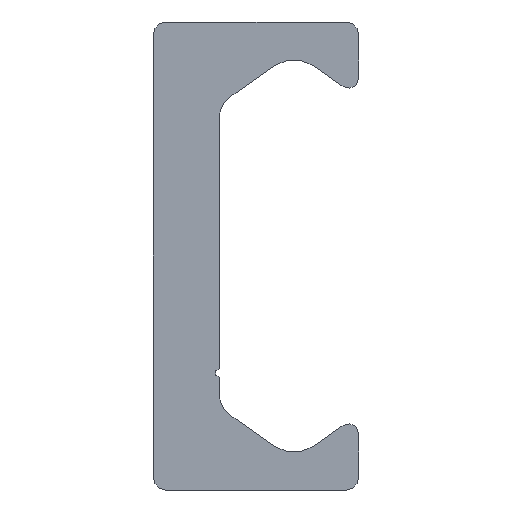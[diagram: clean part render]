
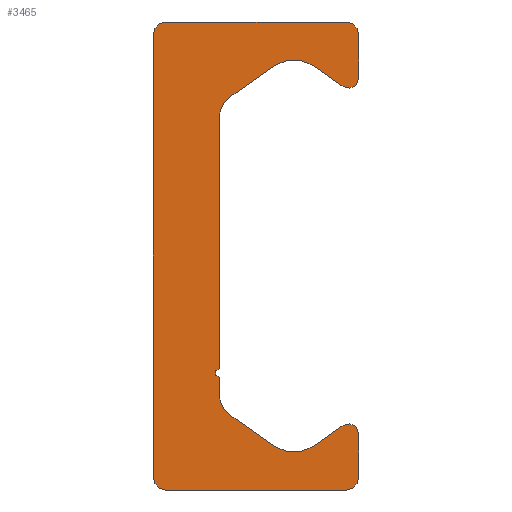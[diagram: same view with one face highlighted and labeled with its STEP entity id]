
A CAD part, left-side view. The second image highlights one B-rep face of the part: STEP entity #3465.
In plain terms, the highlighted planar face has unit normal (-1, 0, 0).
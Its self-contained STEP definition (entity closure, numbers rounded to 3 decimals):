
#2532=CARTESIAN_POINT('',(0.0,5.4,-14.));
#2533=VERTEX_POINT('',#2532);
#2540=CARTESIAN_POINT('',(0.0,6.15,-13.25));
#2541=VERTEX_POINT('',#2540);
#2542=CARTESIAN_POINT('',(0.0,5.4,-13.25));
#2543=DIRECTION('',(1.0,0.0,0.0));
#2544=DIRECTION('',(0.0,0.0,-1.0));
#2545=AXIS2_PLACEMENT_3D('',#2542,#2543,#2544);
#2546=CIRCLE('',#2545,0.75);
#2547=EDGE_CURVE('',#2533,#2541,#2546,.T.);
#2571=CARTESIAN_POINT('',(0.0,-5.4,-14.));
#2572=VERTEX_POINT('',#2571);
#2579=CARTESIAN_POINT('',(0.0,-5.4,-14.));
#2580=DIRECTION('',(0.0,1.0,0.0));
#2581=VECTOR('',#2580,10.8);
#2582=LINE('',#2579,#2581);
#2583=EDGE_CURVE('',#2572,#2533,#2582,.T.);
#2603=CARTESIAN_POINT('',(0.0,-6.15,-13.25));
#2604=VERTEX_POINT('',#2603);
#2611=CARTESIAN_POINT('',(0.0,-5.4,-13.25));
#2612=DIRECTION('',(1.0,0.0,0.0));
#2613=DIRECTION('',(0.0,-1.0,0.0));
#2614=AXIS2_PLACEMENT_3D('',#2611,#2612,#2613);
#2615=CIRCLE('',#2614,0.75);
#2616=EDGE_CURVE('',#2604,#2572,#2615,.T.);
#2635=CARTESIAN_POINT('',(0.0,-6.15,-10.63));
#2636=VERTEX_POINT('',#2635);
#2643=CARTESIAN_POINT('',(0.0,-6.15,-10.63));
#2644=DIRECTION('',(0.0,0.0,-1.0));
#2645=VECTOR('',#2644,2.62);
#2646=LINE('',#2643,#2645);
#2647=EDGE_CURVE('',#2636,#2604,#2646,.T.);
#2667=CARTESIAN_POINT('',(0.0,-5.206,-10.139));
#2668=VERTEX_POINT('',#2667);
#2675=CARTESIAN_POINT('',(0.0,-5.55,-10.63));
#2676=DIRECTION('',(1.0,0.0,0.0));
#2677=DIRECTION('',(0.0,0.574,0.819));
#2678=AXIS2_PLACEMENT_3D('',#2675,#2676,#2677);
#2679=CIRCLE('',#2678,0.6);
#2680=EDGE_CURVE('',#2668,#2636,#2679,.T.);
#2699=CARTESIAN_POINT('',(0.0,-3.417,-11.391));
#2700=VERTEX_POINT('',#2699);
#2707=CARTESIAN_POINT('',(0.0,-3.417,-11.391));
#2708=DIRECTION('',(0.0,-0.819,0.574));
#2709=VECTOR('',#2708,2.184);
#2710=LINE('',#2707,#2709);
#2711=EDGE_CURVE('',#2700,#2668,#2710,.T.);
#2731=CARTESIAN_POINT('',(0.0,-1.123,-11.391));
#2732=VERTEX_POINT('',#2731);
#2739=CARTESIAN_POINT('',(0.0,-2.27,-9.753));
#2740=DIRECTION('',(-1.0,0.0,0.0));
#2741=DIRECTION('',(0.0,0.574,0.819));
#2742=AXIS2_PLACEMENT_3D('',#2739,#2740,#2741);
#2743=CIRCLE('',#2742,2.0);
#2744=EDGE_CURVE('',#2732,#2700,#2743,.T.);
#2763=CARTESIAN_POINT('',(0.0,1.56,-9.512));
#2764=VERTEX_POINT('',#2763);
#2771=CARTESIAN_POINT('',(0.0,1.56,-9.512));
#2772=DIRECTION('',(0.0,-0.819,-0.574));
#2773=VECTOR('',#2772,3.276);
#2774=LINE('',#2771,#2773);
#2775=EDGE_CURVE('',#2764,#2732,#2774,.T.);
#2795=CARTESIAN_POINT('',(0.0,2.2,-8.283));
#2796=VERTEX_POINT('',#2795);
#2803=CARTESIAN_POINT('',(0.0,0.7,-8.283));
#2804=DIRECTION('',(-1.0,0.0,0.0));
#2805=DIRECTION('',(0.0,-0.574,0.819));
#2806=AXIS2_PLACEMENT_3D('',#2803,#2804,#2805);
#2807=CIRCLE('',#2806,1.5);
#2808=EDGE_CURVE('',#2796,#2764,#2807,.T.);
#2827=CARTESIAN_POINT('',(0.0,2.2,-7.25));
#2828=VERTEX_POINT('',#2827);
#2835=CARTESIAN_POINT('',(0.0,2.2,-7.25));
#2836=DIRECTION('',(0.0,0.0,-1.0));
#2837=VECTOR('',#2836,1.033);
#2838=LINE('',#2835,#2837);
#2839=EDGE_CURVE('',#2828,#2796,#2838,.T.);
#2859=CARTESIAN_POINT('',(0.0,2.2,-6.75));
#2860=VERTEX_POINT('',#2859);
#2867=CARTESIAN_POINT('',(0.0,2.2,-7.));
#2868=DIRECTION('',(-1.0,0.0,0.0));
#2869=DIRECTION('',(0.0,0.0,1.0));
#2870=AXIS2_PLACEMENT_3D('',#2867,#2868,#2869);
#2871=CIRCLE('',#2870,0.25);
#2872=EDGE_CURVE('',#2860,#2828,#2871,.T.);
#2891=CARTESIAN_POINT('',(0.0,2.2,8.283));
#2892=VERTEX_POINT('',#2891);
#2899=CARTESIAN_POINT('',(0.0,2.2,8.283));
#2900=DIRECTION('',(0.0,0.0,-1.0));
#2901=VECTOR('',#2900,15.033);
#2902=LINE('',#2899,#2901);
#2903=EDGE_CURVE('',#2892,#2860,#2902,.T.);
#3031=CARTESIAN_POINT('',(0.0,1.56,9.512));
#3032=VERTEX_POINT('',#3031);
#3039=CARTESIAN_POINT('',(0.0,0.7,8.283));
#3040=DIRECTION('',(-1.0,0.0,0.0));
#3041=DIRECTION('',(0.0,-1.0,0.0));
#3042=AXIS2_PLACEMENT_3D('',#3039,#3040,#3041);
#3043=CIRCLE('',#3042,1.5);
#3044=EDGE_CURVE('',#3032,#2892,#3043,.T.);
#3063=CARTESIAN_POINT('',(0.0,-1.123,11.391));
#3064=VERTEX_POINT('',#3063);
#3071=CARTESIAN_POINT('',(0.0,-1.123,11.391));
#3072=DIRECTION('',(0.0,0.819,-0.574));
#3073=VECTOR('',#3072,3.276);
#3074=LINE('',#3071,#3073);
#3075=EDGE_CURVE('',#3064,#3032,#3074,.T.);
#3095=CARTESIAN_POINT('',(0.0,-3.417,11.391));
#3096=VERTEX_POINT('',#3095);
#3103=CARTESIAN_POINT('',(0.0,-2.27,9.753));
#3104=DIRECTION('',(-1.0,0.0,0.0));
#3105=DIRECTION('',(0.0,-0.574,-0.819));
#3106=AXIS2_PLACEMENT_3D('',#3103,#3104,#3105);
#3107=CIRCLE('',#3106,2.0);
#3108=EDGE_CURVE('',#3096,#3064,#3107,.T.);
#3127=CARTESIAN_POINT('',(0.0,-5.206,10.139));
#3128=VERTEX_POINT('',#3127);
#3135=CARTESIAN_POINT('',(0.0,-5.206,10.139));
#3136=DIRECTION('',(0.0,0.819,0.574));
#3137=VECTOR('',#3136,2.184);
#3138=LINE('',#3135,#3137);
#3139=EDGE_CURVE('',#3128,#3096,#3138,.T.);
#3159=CARTESIAN_POINT('',(0.0,-6.15,10.63));
#3160=VERTEX_POINT('',#3159);
#3167=CARTESIAN_POINT('',(0.0,-5.55,10.63));
#3168=DIRECTION('',(1.0,0.0,0.0));
#3169=DIRECTION('',(0.0,-1.0,0.0));
#3170=AXIS2_PLACEMENT_3D('',#3167,#3168,#3169);
#3171=CIRCLE('',#3170,0.6);
#3172=EDGE_CURVE('',#3160,#3128,#3171,.T.);
#3191=CARTESIAN_POINT('',(0.0,-6.15,13.25));
#3192=VERTEX_POINT('',#3191);
#3199=CARTESIAN_POINT('',(0.0,-6.15,13.25));
#3200=DIRECTION('',(0.0,0.0,-1.0));
#3201=VECTOR('',#3200,2.62);
#3202=LINE('',#3199,#3201);
#3203=EDGE_CURVE('',#3192,#3160,#3202,.T.);
#3223=CARTESIAN_POINT('',(0.0,-5.4,14.));
#3224=VERTEX_POINT('',#3223);
#3231=CARTESIAN_POINT('',(0.0,-5.4,13.25));
#3232=DIRECTION('',(1.0,0.0,0.0));
#3233=DIRECTION('',(0.0,0.0,1.0));
#3234=AXIS2_PLACEMENT_3D('',#3231,#3232,#3233);
#3235=CIRCLE('',#3234,0.75);
#3236=EDGE_CURVE('',#3224,#3192,#3235,.T.);
#3255=CARTESIAN_POINT('',(0.0,5.4,14.));
#3256=VERTEX_POINT('',#3255);
#3263=CARTESIAN_POINT('',(0.0,5.4,14.));
#3264=DIRECTION('',(0.0,-1.0,0.0));
#3265=VECTOR('',#3264,10.8);
#3266=LINE('',#3263,#3265);
#3267=EDGE_CURVE('',#3256,#3224,#3266,.T.);
#3287=CARTESIAN_POINT('',(0.0,6.15,13.25));
#3288=VERTEX_POINT('',#3287);
#3295=CARTESIAN_POINT('',(0.0,5.4,13.25));
#3296=DIRECTION('',(1.0,0.0,0.0));
#3297=DIRECTION('',(0.0,1.0,0.0));
#3298=AXIS2_PLACEMENT_3D('',#3295,#3296,#3297);
#3299=CIRCLE('',#3298,0.75);
#3300=EDGE_CURVE('',#3288,#3256,#3299,.T.);
#3318=CARTESIAN_POINT('',(0.0,6.15,-13.25));
#3319=DIRECTION('',(0.0,0.0,1.0));
#3320=VECTOR('',#3319,26.5);
#3321=LINE('',#3318,#3320);
#3322=EDGE_CURVE('',#2541,#3288,#3321,.T.);
#3436=CARTESIAN_POINT('',(0.0,1.352,-0.021));
#3437=DIRECTION('',(1.0,0.0,0.0));
#3438=DIRECTION('',(0.0,0.0,-1.0));
#3439=AXIS2_PLACEMENT_3D('',#3436,#3437,#3438);
#3440=PLANE('',#3439);
#3441=ORIENTED_EDGE('',*,*,#3322,.F.);
#3442=ORIENTED_EDGE('',*,*,#2547,.F.);
#3443=ORIENTED_EDGE('',*,*,#2583,.F.);
#3444=ORIENTED_EDGE('',*,*,#2616,.F.);
#3445=ORIENTED_EDGE('',*,*,#2647,.F.);
#3446=ORIENTED_EDGE('',*,*,#2680,.F.);
#3447=ORIENTED_EDGE('',*,*,#2711,.F.);
#3448=ORIENTED_EDGE('',*,*,#2744,.F.);
#3449=ORIENTED_EDGE('',*,*,#2775,.F.);
#3450=ORIENTED_EDGE('',*,*,#2808,.F.);
#3451=ORIENTED_EDGE('',*,*,#2839,.F.);
#3452=ORIENTED_EDGE('',*,*,#2872,.F.);
#3453=ORIENTED_EDGE('',*,*,#2903,.F.);
#3454=ORIENTED_EDGE('',*,*,#3044,.F.);
#3455=ORIENTED_EDGE('',*,*,#3075,.F.);
#3456=ORIENTED_EDGE('',*,*,#3108,.F.);
#3457=ORIENTED_EDGE('',*,*,#3139,.F.);
#3458=ORIENTED_EDGE('',*,*,#3172,.F.);
#3459=ORIENTED_EDGE('',*,*,#3203,.F.);
#3460=ORIENTED_EDGE('',*,*,#3236,.F.);
#3461=ORIENTED_EDGE('',*,*,#3267,.F.);
#3462=ORIENTED_EDGE('',*,*,#3300,.F.);
#3463=EDGE_LOOP('',(#3441,#3442,#3443,#3444,#3445,#3446,#3447,#3448,#3449,#3450,#3451,#3452,#3453,#3454,#3455,#3456,#3457,#3458,#3459,#3460,#3461,#3462));
#3464=FACE_OUTER_BOUND('',#3463,.T.);
#3465=ADVANCED_FACE('',(#3464),#3440,.F.);
